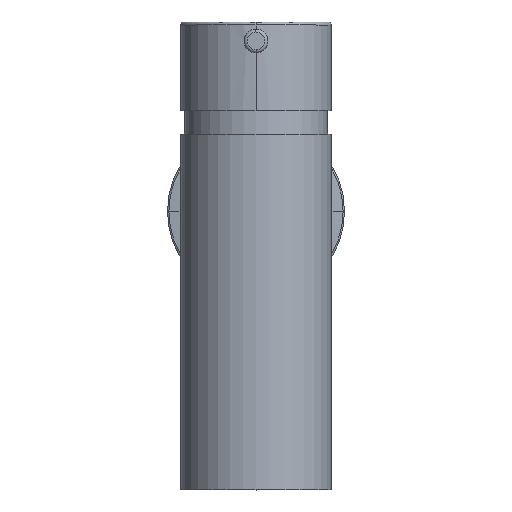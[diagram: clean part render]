
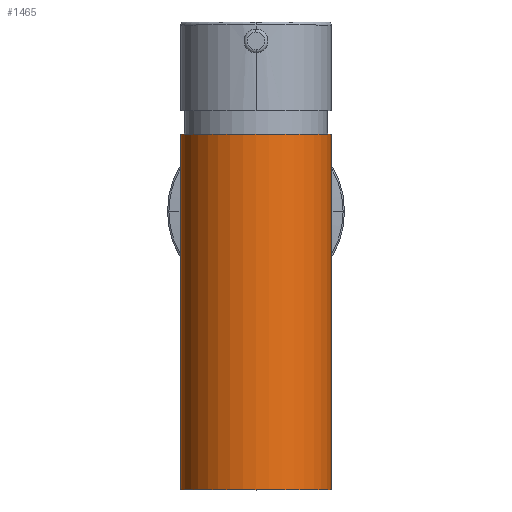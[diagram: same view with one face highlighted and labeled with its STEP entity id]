
A CAD part, top view. The second image highlights one B-rep face of the part: STEP entity #1465.
In plain terms, the highlighted cylindrical face has radius 25.5 mm (diameter 51 mm), a partial arc.
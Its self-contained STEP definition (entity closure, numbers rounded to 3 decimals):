
#264 = AXIS2_PLACEMENT_3D ( 'NONE', #3413, #25718, #12359 ) ;
#685 = EDGE_CURVE ( 'NONE', #11775, #23327, #21802, .T. ) ;
#1044 = DIRECTION ( 'NONE',  ( 0., -1., 0. ) ) ;
#1465 = ADVANCED_FACE ( 'NONE', ( #28090 ), #19128, .T. ) ;
#1847 = CARTESIAN_POINT ( 'NONE',  ( -25.5, 0., 0. ) ) ;
#3413 = CARTESIAN_POINT ( 'NONE',  ( 0., -120.5, 0. ) ) ;
#4236 = VERTEX_POINT ( 'NONE', #24978 ) ;
#5619 = ORIENTED_EDGE ( 'NONE', *, *, #20910, .T. ) ;
#7566 = VERTEX_POINT ( 'NONE', #20590 ) ;
#7793 = ORIENTED_EDGE ( 'NONE', *, *, #22538, .F. ) ;
#7911 = DIRECTION ( 'NONE',  ( 1., 0., 0. ) ) ;
#9157 = EDGE_LOOP ( 'NONE', ( #12099, #5619, #21842, #7793 ) ) ;
#9647 = CARTESIAN_POINT ( 'NONE',  ( 25.5, 0., 0. ) ) ;
#11216 = CIRCLE ( 'NONE', #18693, 25.5 ) ;
#11775 = VERTEX_POINT ( 'NONE', #27398 ) ;
#12099 = ORIENTED_EDGE ( 'NONE', *, *, #17981, .T. ) ;
#12359 = DIRECTION ( 'NONE',  ( -1., 0., 0. ) ) ;
#12384 = DIRECTION ( 'NONE',  ( 0., -1., 0. ) ) ;
#13449 = LINE ( 'NONE', #1847, #26767 ) ;
#17202 = CARTESIAN_POINT ( 'NONE',  ( 0., 0., 0. ) ) ;
#17502 = CARTESIAN_POINT ( 'NONE',  ( 25.5, -120.5, 0. ) ) ;
#17981 = EDGE_CURVE ( 'NONE', #7566, #4236, #11216, .T. ) ;
#18631 = DIRECTION ( 'NONE',  ( 0., -1., 0. ) ) ;
#18693 = AXIS2_PLACEMENT_3D ( 'NONE', #17202, #1044, #7911 ) ;
#19128 = CYLINDRICAL_SURFACE ( 'NONE', #20742, 25.5 ) ;
#19895 = DIRECTION ( 'NONE',  ( 0., -1., 0. ) ) ;
#20590 = CARTESIAN_POINT ( 'NONE',  ( 25.5, 0., 0. ) ) ;
#20742 = AXIS2_PLACEMENT_3D ( 'NONE', #21479, #12384, #26331 ) ;
#20910 = EDGE_CURVE ( 'NONE', #4236, #11775, #13449, .T. ) ;
#21479 = CARTESIAN_POINT ( 'NONE',  ( 0., 6.025, 0. ) ) ;
#21802 = CIRCLE ( 'NONE', #264, 25.5 ) ;
#21842 = ORIENTED_EDGE ( 'NONE', *, *, #685, .T. ) ;
#22538 = EDGE_CURVE ( 'NONE', #7566, #23327, #23483, .T. ) ;
#23327 = VERTEX_POINT ( 'NONE', #17502 ) ;
#23386 = VECTOR ( 'NONE', #18631, 1000. ) ;
#23483 = LINE ( 'NONE', #9647, #23386 ) ;
#24978 = CARTESIAN_POINT ( 'NONE',  ( -25.5, 0., 0. ) ) ;
#25718 = DIRECTION ( 'NONE',  ( 0., 1., 0. ) ) ;
#26331 = DIRECTION ( 'NONE',  ( -1., 0., 0. ) ) ;
#26767 = VECTOR ( 'NONE', #19895, 1000. ) ;
#27398 = CARTESIAN_POINT ( 'NONE',  ( -25.5, -120.5, 0. ) ) ;
#28090 = FACE_OUTER_BOUND ( 'NONE', #9157, .T. ) ;
